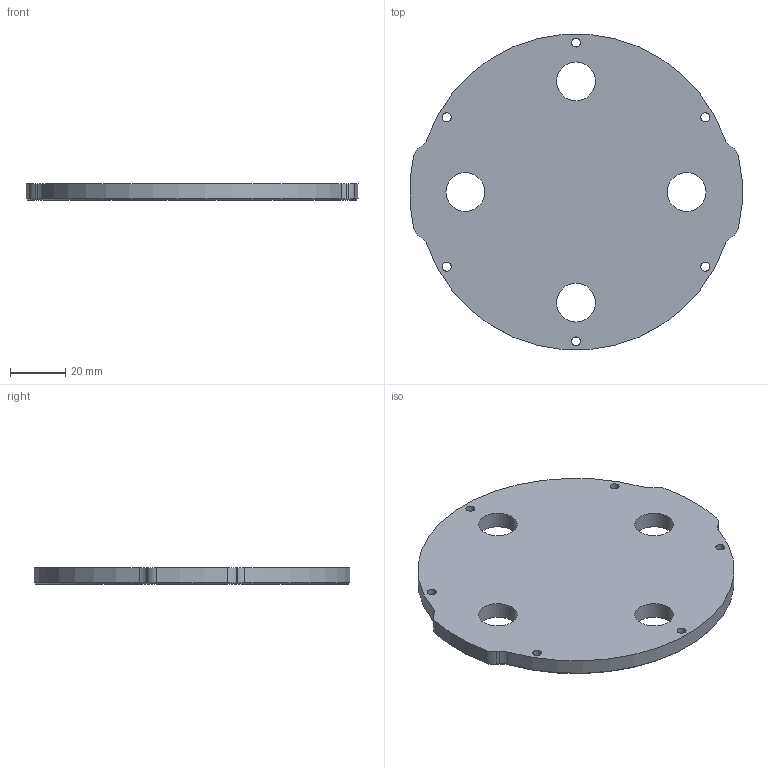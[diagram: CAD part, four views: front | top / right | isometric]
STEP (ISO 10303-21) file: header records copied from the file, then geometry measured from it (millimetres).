
FILE_DESCRIPTION(/* description */ ('STEP AP214'),/* implementation_level */ '2;1');
FILE_NAME(/* name */ '646c6e4c0257f418ec72d198',/* time_stamp */ '2023-05-23T07:42:05Z',/* author */ (''),/* organization */ (''),/* preprocessor_version */ 'ST-DEVELOPER v19.4',/* originating_system */ ' ',/* authorisation */ ' ');
FILE_SCHEMA (('AUTOMOTIVE_DESIGN {1 0 10303 214 3 1 1}'));
Length unit declared in the file: metre
Products named in the file (1): WFrontCap
Bounding box: 119.98 x 113.92 x 6 mm (x, y, z)
Volume: 58715.7 mm3; surface area: 23091 mm2
Topology: 1 solids, 1 shells, 44 faces, 110 edges, 68 vertices
Faces by surface type: cylinder 22, cone 12, plane 10
Full cylindrical faces by diameter (mm): 3.2 x6, 14 x4
Entity records: 1342 total; most frequent: DIRECTION 246, CARTESIAN_POINT 213, ORIENTED_EDGE 200, AXIS2_PLACEMENT_3D 101, EDGE_CURVE 100, EDGE_LOOP 74, FACE_BOUND 74, VERTEX_POINT 68
